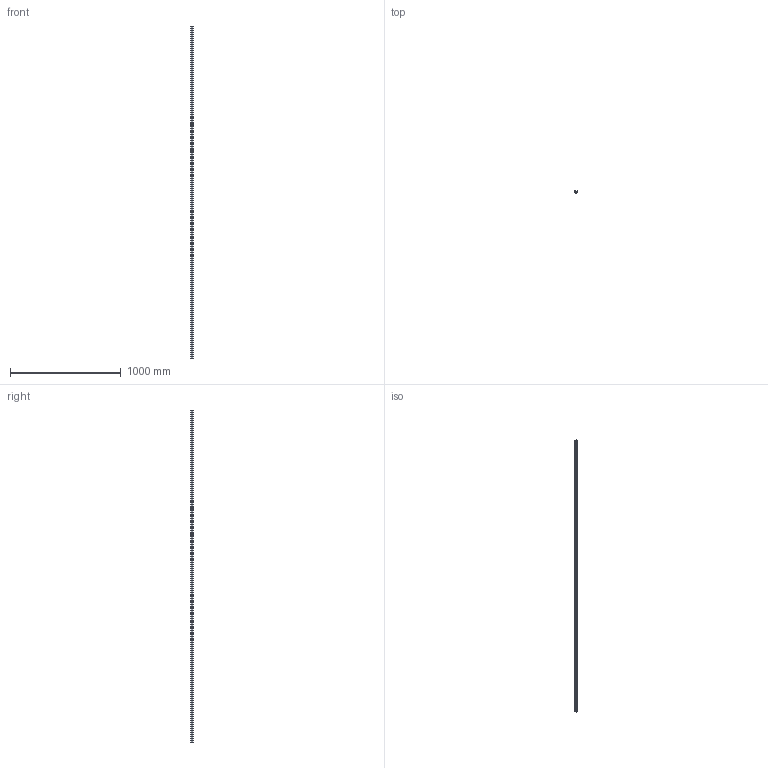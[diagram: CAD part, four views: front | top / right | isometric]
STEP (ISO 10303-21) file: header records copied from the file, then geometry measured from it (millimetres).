
FILE_DESCRIPTION (( 'STEP AP214' ), '1' );
FILE_NAME ('3584B975-B777-4DF1-A32B-278C91479F60.STEP', '2023-07-20T08:29:48', ( '' ), ( '' ), 'SwSTEP 2.0', 'SolidWorks 2022', '' );
FILE_SCHEMA (( 'AUTOMOTIVE_DESIGN' ));
Length unit declared in the file: millimetre
Products named in the file (1): 3584B975-B777-4DF1-A32B-278C91479F60
Bounding box: 20 x 20.5 x 3000 mm (x, y, z)
Volume: 905670.5 mm3; surface area: 448460.8 mm2
Topology: 2 solids, 2 shells, 37 faces, 99 edges, 66 vertices
Faces by surface type: plane 21, cylinder 16
Entity records: 1615 total; most frequent: DIRECTION 207, CARTESIAN_POINT 203, ORIENTED_EDGE 198, EDGE_CURVE 99, AXIS2_PLACEMENT_3D 70, LINE 67, VECTOR 67, VERTEX_POINT 66
